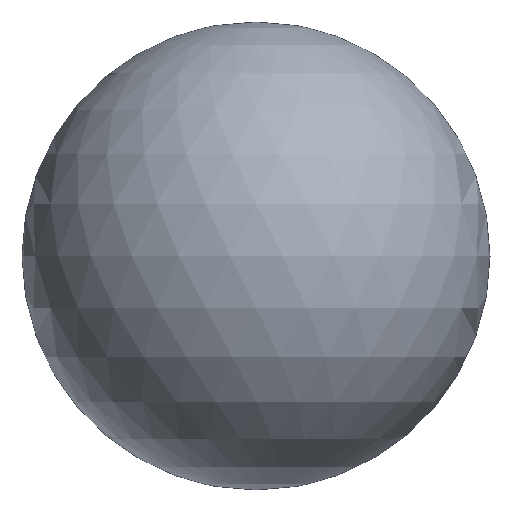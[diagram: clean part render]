
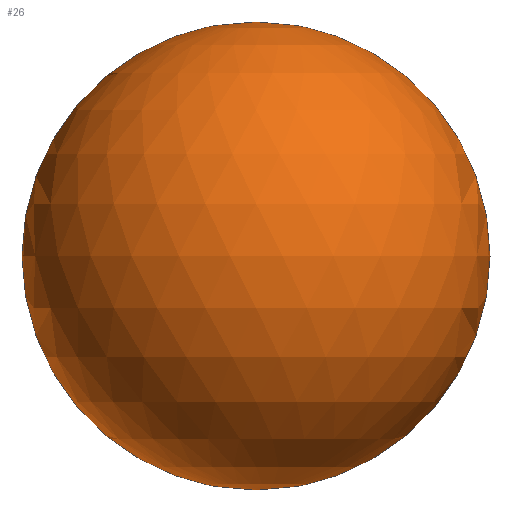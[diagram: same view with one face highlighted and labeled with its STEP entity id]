
A CAD part, top view. The second image highlights one B-rep face of the part: STEP entity #26.
In plain terms, the highlighted spherical face has radius 5 mm.
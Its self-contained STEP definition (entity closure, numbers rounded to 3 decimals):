
#1=CARTESIAN_POINT('',(0.,0.,0.));
#2=DIRECTION('',(0.,0.,1.));
#3=DIRECTION('',(0.,-1.,0.));
#4=AXIS2_PLACEMENT_3D('',#1,#2,#3);
#6=CARTESIAN_POINT('',(0.,0.,0.));
#7=DIRECTION('',(0.,0.,-1.));
#8=DIRECTION('',(0.,-1.,0.));
#9=AXIS2_PLACEMENT_3D('',#6,#7,#8);
#11=CARTESIAN_POINT('',(0.,-5.,0.));
#12=CARTESIAN_POINT('',(0.,5.,0.));
#13=VERTEX_POINT('',#11);
#14=VERTEX_POINT('',#12);
#15=CARTESIAN_POINT('',(0.,0.,0.));
#16=DIRECTION('',(0.,-1.,0.));
#17=DIRECTION('',(-1.,0.,0.));
#18=AXIS2_PLACEMENT_3D('',#15,#16,#17);
#19=SPHERICAL_SURFACE('',#18,5.);
#21=ORIENTED_EDGE('',*,*,#20,.F.);
#23=ORIENTED_EDGE('',*,*,#22,.T.);
#24=EDGE_LOOP('',(#21,#23));
#25=FACE_OUTER_BOUND('',#24,.F.);
#26=ADVANCED_FACE('',(#25),#19,.T.);
#5=CIRCLE('',#4,5.);
#10=CIRCLE('',#9,5.);
#20=EDGE_CURVE('',#13,#14,#5,.T.);
#22=EDGE_CURVE('',#13,#14,#10,.T.);
